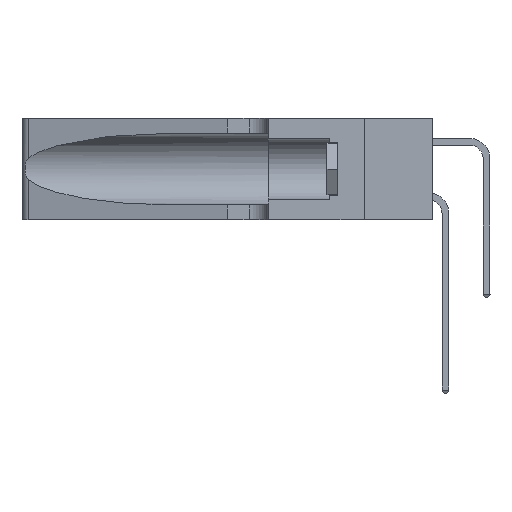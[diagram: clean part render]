
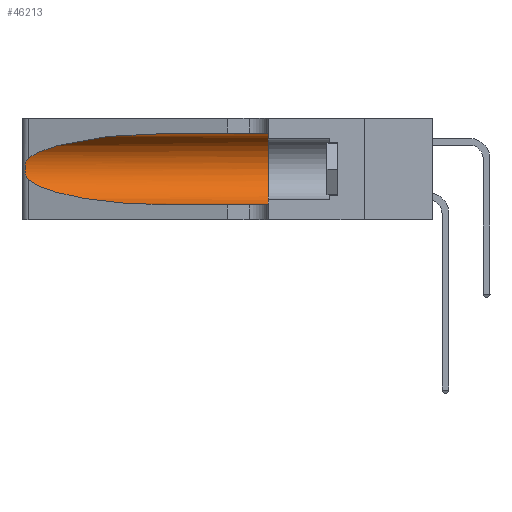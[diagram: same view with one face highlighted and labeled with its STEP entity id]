
A CAD part, left-side view. The second image highlights one B-rep face of the part: STEP entity #46213.
In plain terms, the highlighted cylindrical face has radius 3.308 mm (diameter 6.617 mm), a partial arc.
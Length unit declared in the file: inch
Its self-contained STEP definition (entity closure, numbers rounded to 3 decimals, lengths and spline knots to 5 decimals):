
#269 = ORIENTED_EDGE ( 'NONE', *, *, #6461, .T. ) ;
#843 = EDGE_CURVE ( 'NONE', #27545, #5136, #24397, .T. ) ;
#1760 = DIRECTION ( 'NONE',  ( 0., 0., 1. ) ) ;
#1894 = CARTESIAN_POINT ( 'NONE',  ( 0.26018, 1.23835, 0.19895 ) ) ;
#3009 = CYLINDRICAL_SURFACE ( 'NONE', #41128, 0.13025 ) ;
#3605 = EDGE_CURVE ( 'NONE', #10706, #27545, #22531, .T. ) ;
#4596 = ORIENTED_EDGE ( 'NONE', *, *, #843, .T. ) ;
#5136 = VERTEX_POINT ( 'NONE', #36665 ) ;
#5589 = CARTESIAN_POINT ( 'NONE',  ( 0.26075, 1.23896, 0.178 ) ) ;
#6440 = EDGE_CURVE ( 'NONE', #17585, #26790, #7909, .T. ) ;
#6461 = EDGE_CURVE ( 'NONE', #17585, #25524, #43897, .T. ) ;
#7909 = LINE ( 'NONE', #26510, #35482 ) ;
#8438 = DIRECTION ( 'NONE',  ( 0., -1., 0. ) ) ;
#9216 = CARTESIAN_POINT ( 'NONE',  ( 0.25856, 1.23593, 0.16098 ) ) ;
#9845 = DIRECTION ( 'NONE',  ( 0., 0., -1. ) ) ;
#10706 = VERTEX_POINT ( 'NONE', #38365 ) ;
#10915 = AXIS2_PLACEMENT_3D ( 'NONE', #44826, #23540, #1760 ) ;
#12096 = CARTESIAN_POINT ( 'NONE',  ( 0.18966, 0.96281, 0.31525 ) ) ;
#12884 = CARTESIAN_POINT ( 'NONE',  ( 0.25639, 1.23186, 0.15144 ) ) ;
#12889 = CARTESIAN_POINT ( 'NONE',  ( 0.25487, 1.22718, 0.22369 ) ) ;
#15766 = CARTESIAN_POINT ( 'NONE',  ( 0.2373, 1.15595, 0.28018 ) ) ;
#16416 = CARTESIAN_POINT ( 'NONE',  ( 0.25487, 1.22718, 0.22369 ) ) ;
#16565 = CARTESIAN_POINT ( 'NONE',  ( 0.25487, 1.22718, 0.14631 ) ) ;
#16824 = EDGE_CURVE ( 'NONE', #26790, #5136, #17722, .T. ) ;
#16825 = CARTESIAN_POINT ( 'NONE',  ( 0.1305, 0.72297, 0.31525 ) ) ;
#17012 = DIRECTION ( 'NONE',  ( 0., -1., 0. ) ) ;
#17585 = VERTEX_POINT ( 'NONE', #16825 ) ;
#17722 = CIRCLE ( 'NONE', #10915, 0.13025 ) ;
#17737 = CARTESIAN_POINT ( 'NONE',  ( 0.2373, 1.15595, 0.08982 ) ) ;
#18118 = EDGE_LOOP ( 'NONE', ( #269, #34333, #40935, #4596, #38608, #30279 ) ) ;
#20035 = CARTESIAN_POINT ( 'NONE',  ( 0.25639, 1.23184, 0.21858 ) ) ;
#20502 = B_SPLINE_CURVE_WITH_KNOTS ( 'NONE', 3,
 ( #16416, #37805, #20035, #44961, #23673, #1894, #27289, #5589, #30837, #9216, #34380, #12884, #37961, #16565 ),
 .UNSPECIFIED., .F., .F.,
 ( 4, 2, 2, 2, 2, 2, 4 ),
 ( 0., 0.00027, 0.00053, 0.00107, 0.0016, 0.00187, 0.00214 ),
 .UNSPECIFIED. ) ;
#22361 = FACE_OUTER_BOUND ( 'NONE', #18118, .T. ) ;
#22531 =( BOUNDED_CURVE ( )  B_SPLINE_CURVE ( 3, ( #28577, #17737, #39108, #32148 ),
 .UNSPECIFIED., .F., .F. ) 
 B_SPLINE_CURVE_WITH_KNOTS ( ( 4, 4 ),
 ( 3.44316, 4.71239 ),
 .UNSPECIFIED. ) 
 CURVE ( )  GEOMETRIC_REPRESENTATION_ITEM ( )  RATIONAL_B_SPLINE_CURVE ( ( 1., 0.87, 0.87, 1. ) ) 
 REPRESENTATION_ITEM ( '' )  );
#23540 = DIRECTION ( 'NONE',  ( 0., 1., 0. ) ) ;
#23673 = CARTESIAN_POINT ( 'NONE',  ( 0.25854, 1.2359, 0.20912 ) ) ;
#24397 = LINE ( 'NONE', #31806, #42152 ) ;
#25524 = VERTEX_POINT ( 'NONE', #12889 ) ;
#26510 = CARTESIAN_POINT ( 'NONE',  ( 0.1305, 1.61858, 0.31525 ) ) ;
#26790 = VERTEX_POINT ( 'NONE', #44396 ) ;
#26976 = CARTESIAN_POINT ( 'NONE',  ( 0.1305, 0.72297, 0.05475 ) ) ;
#27289 = CARTESIAN_POINT ( 'NONE',  ( 0.26075, 1.23896, 0.19203 ) ) ;
#27545 = VERTEX_POINT ( 'NONE', #26976 ) ;
#28577 = CARTESIAN_POINT ( 'NONE',  ( 0.25487, 1.22718, 0.14631 ) ) ;
#30279 = ORIENTED_EDGE ( 'NONE', *, *, #6440, .F. ) ;
#30837 = CARTESIAN_POINT ( 'NONE',  ( 0.26017, 1.23833, 0.17102 ) ) ;
#31443 = CARTESIAN_POINT ( 'NONE',  ( 0.1305, 1.61858, 0.185 ) ) ;
#31806 = CARTESIAN_POINT ( 'NONE',  ( 0.1305, 1.61858, 0.05475 ) ) ;
#32148 = CARTESIAN_POINT ( 'NONE',  ( 0.1305, 0.72297, 0.05475 ) ) ;
#34333 = ORIENTED_EDGE ( 'NONE', *, *, #43801, .T. ) ;
#34380 = CARTESIAN_POINT ( 'NONE',  ( 0.25789, 1.23486, 0.15765 ) ) ;
#35482 = VECTOR ( 'NONE', #8438, 39.37008 ) ;
#36665 = CARTESIAN_POINT ( 'NONE',  ( 0.1305, 0.35, 0.05475 ) ) ;
#37185 = CARTESIAN_POINT ( 'NONE',  ( 0.1305, 0.72297, 0.31525 ) ) ;
#37805 = CARTESIAN_POINT ( 'NONE',  ( 0.25555, 1.22994, 0.2215 ) ) ;
#37961 = CARTESIAN_POINT ( 'NONE',  ( 0.25555, 1.22993, 0.14849 ) ) ;
#38365 = CARTESIAN_POINT ( 'NONE',  ( 0.25487, 1.22718, 0.14631 ) ) ;
#38608 = ORIENTED_EDGE ( 'NONE', *, *, #16824, .F. ) ;
#38916 = DIRECTION ( 'NONE',  ( 0., -1., 0. ) ) ;
#39108 = CARTESIAN_POINT ( 'NONE',  ( 0.18966, 0.96281, 0.05475 ) ) ;
#40764 = CARTESIAN_POINT ( 'NONE',  ( 0.25487, 1.22718, 0.22369 ) ) ;
#40935 = ORIENTED_EDGE ( 'NONE', *, *, #3605, .T. ) ;
#41128 = AXIS2_PLACEMENT_3D ( 'NONE', #31443, #17012, #9845 ) ;
#42152 = VECTOR ( 'NONE', #38916, 39.37008 ) ;
#43801 = EDGE_CURVE ( 'NONE', #25524, #10706, #20502, .T. ) ;
#43897 =( BOUNDED_CURVE ( )  B_SPLINE_CURVE ( 3, ( #37185, #12096, #15766, #40764 ),
 .UNSPECIFIED., .F., .F. ) 
 B_SPLINE_CURVE_WITH_KNOTS ( ( 4, 4 ),
 ( 1.5708, 2.84003 ),
 .UNSPECIFIED. ) 
 CURVE ( )  GEOMETRIC_REPRESENTATION_ITEM ( )  RATIONAL_B_SPLINE_CURVE ( ( 1., 0.87, 0.87, 1. ) ) 
 REPRESENTATION_ITEM ( '' )  );
#44396 = CARTESIAN_POINT ( 'NONE',  ( 0.1305, 0.35, 0.31525 ) ) ;
#44826 = CARTESIAN_POINT ( 'NONE',  ( 0.1305, 0.35, 0.185 ) ) ;
#44961 = CARTESIAN_POINT ( 'NONE',  ( 0.25787, 1.23484, 0.2124 ) ) ;
#46213 = ADVANCED_FACE ( 'NONE', ( #22361 ), #3009, .F. ) ;
